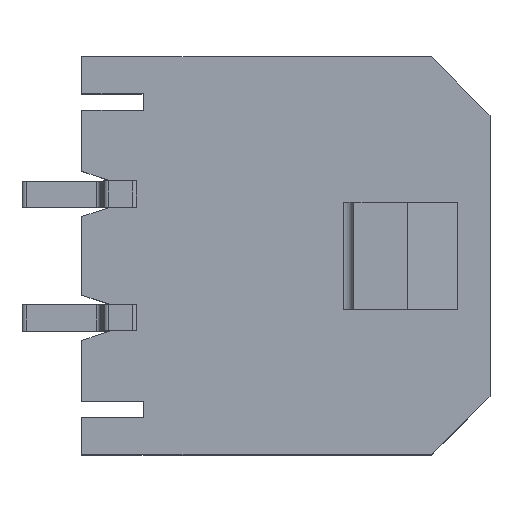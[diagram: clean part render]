
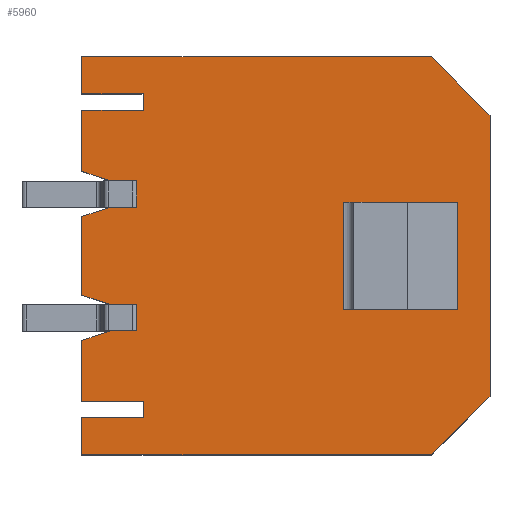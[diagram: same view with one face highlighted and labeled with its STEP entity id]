
A CAD part, top view. The second image highlights one B-rep face of the part: STEP entity #5960.
In plain terms, the highlighted planar face has unit normal (0, 0, 1).
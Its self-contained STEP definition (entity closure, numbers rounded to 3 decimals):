
#134=LINE('',#7919,#673);
#142=LINE('',#7937,#681);
#151=LINE('',#7958,#690);
#154=LINE('',#7967,#693);
#243=LINE('',#8146,#782);
#251=LINE('',#8164,#790);
#260=LINE('',#8185,#799);
#263=LINE('',#8194,#802);
#381=LINE('',#8427,#920);
#385=LINE('',#8438,#924);
#390=LINE('',#8450,#929);
#393=LINE('',#8456,#932);
#396=LINE('',#8462,#935);
#399=LINE('',#8468,#938);
#416=LINE('',#8498,#955);
#433=LINE('',#8531,#972);
#436=LINE('',#8537,#975);
#441=LINE('',#8545,#980);
#444=LINE('',#8551,#983);
#450=LINE('',#8564,#989);
#457=LINE('',#8577,#996);
#462=LINE('',#8586,#1001);
#464=LINE('',#8589,#1003);
#474=LINE('',#8605,#1013);
#477=LINE('',#8610,#1016);
#495=LINE('',#8646,#1034);
#501=LINE('',#8657,#1040);
#519=LINE('',#8681,#1058);
#520=LINE('',#8682,#1059);
#521=LINE('',#8683,#1060);
#673=VECTOR('',#6532,1000.);
#681=VECTOR('',#6544,1000.);
#690=VECTOR('',#6559,1000.);
#693=VECTOR('',#6566,1000.);
#782=VECTOR('',#6697,1000.);
#790=VECTOR('',#6709,1000.);
#799=VECTOR('',#6724,1000.);
#802=VECTOR('',#6731,1000.);
#920=VECTOR('',#6917,1000.);
#924=VECTOR('',#6925,1000.);
#929=VECTOR('',#6934,1000.);
#932=VECTOR('',#6943,1000.);
#935=VECTOR('',#6948,1000.);
#938=VECTOR('',#6953,1000.);
#955=VECTOR('',#6980,1000.);
#972=VECTOR('',#7005,1000.);
#975=VECTOR('',#7010,1000.);
#980=VECTOR('',#7017,1000.);
#983=VECTOR('',#7024,1000.);
#989=VECTOR('',#7032,1000.);
#996=VECTOR('',#7041,1000.);
#1001=VECTOR('',#7048,1000.);
#1003=VECTOR('',#7052,1000.);
#1013=VECTOR('',#7074,1000.);
#1016=VECTOR('',#7081,1000.);
#1034=VECTOR('',#7123,1000.);
#1040=VECTOR('',#7137,1000.);
#1058=VECTOR('',#7167,1000.);
#1059=VECTOR('',#7168,1000.);
#1060=VECTOR('',#7169,1000.);
#2010=ORIENTED_EDGE('',*,*,#2542,.T.);
#2011=ORIENTED_EDGE('',*,*,#2532,.T.);
#2012=ORIENTED_EDGE('',*,*,#2915,.T.);
#2013=ORIENTED_EDGE('',*,*,#2635,.T.);
#2014=ORIENTED_EDGE('',*,*,#2657,.T.);
#2015=ORIENTED_EDGE('',*,*,#2873,.T.);
#2016=ORIENTED_EDGE('',*,*,#2653,.T.);
#2017=ORIENTED_EDGE('',*,*,#2643,.T.);
#2018=ORIENTED_EDGE('',*,*,#2870,.T.);
#2019=ORIENTED_EDGE('',*,*,#2853,.F.);
#2020=ORIENTED_EDGE('',*,*,#2812,.F.);
#2021=ORIENTED_EDGE('',*,*,#2832,.F.);
#2022=ORIENTED_EDGE('',*,*,#2837,.T.);
#2023=ORIENTED_EDGE('',*,*,#2858,.F.);
#2024=ORIENTED_EDGE('',*,*,#2795,.F.);
#2025=ORIENTED_EDGE('',*,*,#2897,.F.);
#2026=ORIENTED_EDGE('',*,*,#2792,.T.);
#2027=ORIENTED_EDGE('',*,*,#2860,.T.);
#2028=ORIENTED_EDGE('',*,*,#2840,.T.);
#2029=ORIENTED_EDGE('',*,*,#2829,.T.);
#2030=ORIENTED_EDGE('',*,*,#2891,.T.);
#2031=ORIENTED_EDGE('',*,*,#2846,.T.);
#2032=ORIENTED_EDGE('',*,*,#2916,.T.);
#2033=ORIENTED_EDGE('',*,*,#2524,.T.);
#2034=ORIENTED_EDGE('',*,*,#2546,.T.);
#2035=ORIENTED_EDGE('',*,*,#2917,.T.);
#2036=ORIENTED_EDGE('',*,*,#2780,.T.);
#2037=ORIENTED_EDGE('',*,*,#2789,.T.);
#2038=ORIENTED_EDGE('',*,*,#2775,.F.);
#2039=ORIENTED_EDGE('',*,*,#2786,.F.);
#2524=EDGE_CURVE('',#3120,#3119,#134,.T.);
#2532=EDGE_CURVE('',#3128,#3127,#142,.T.);
#2542=EDGE_CURVE('',#3137,#3128,#151,.T.);
#2546=EDGE_CURVE('',#3119,#3140,#154,.T.);
#2635=EDGE_CURVE('',#3210,#3209,#243,.T.);
#2643=EDGE_CURVE('',#3218,#3217,#251,.T.);
#2653=EDGE_CURVE('',#3227,#3218,#260,.T.);
#2657=EDGE_CURVE('',#3209,#3230,#263,.T.);
#2775=EDGE_CURVE('',#3312,#3313,#381,.T.);
#2780=EDGE_CURVE('',#3317,#3318,#385,.T.);
#2786=EDGE_CURVE('',#3317,#3312,#390,.T.);
#2789=EDGE_CURVE('',#3318,#3313,#393,.T.);
#2792=EDGE_CURVE('',#3322,#3323,#396,.T.);
#2795=EDGE_CURVE('',#3325,#3324,#399,.T.);
#2812=EDGE_CURVE('',#3333,#3334,#416,.T.);
#2829=EDGE_CURVE('',#3346,#3345,#433,.T.);
#2832=EDGE_CURVE('',#3347,#3333,#436,.T.);
#2837=EDGE_CURVE('',#3347,#3349,#441,.T.);
#2840=EDGE_CURVE('',#3350,#3346,#444,.T.);
#2846=EDGE_CURVE('',#3357,#3356,#450,.T.);
#2853=EDGE_CURVE('',#3334,#3362,#457,.T.);
#2858=EDGE_CURVE('',#3324,#3349,#462,.T.);
#2860=EDGE_CURVE('',#3323,#3350,#464,.T.);
#2870=EDGE_CURVE('',#3217,#3362,#474,.T.);
#2873=EDGE_CURVE('',#3230,#3227,#477,.T.);
#2891=EDGE_CURVE('',#3345,#3357,#495,.T.);
#2897=EDGE_CURVE('',#3322,#3325,#501,.T.);
#2915=EDGE_CURVE('',#3127,#3210,#519,.T.);
#2916=EDGE_CURVE('',#3356,#3120,#520,.T.);
#2917=EDGE_CURVE('',#3140,#3137,#521,.T.);
#3119=VERTEX_POINT('',#7918);
#3120=VERTEX_POINT('',#7920);
#3127=VERTEX_POINT('',#7936);
#3128=VERTEX_POINT('',#7938);
#3137=VERTEX_POINT('',#7959);
#3140=VERTEX_POINT('',#7966);
#3209=VERTEX_POINT('',#8145);
#3210=VERTEX_POINT('',#8147);
#3217=VERTEX_POINT('',#8163);
#3218=VERTEX_POINT('',#8165);
#3227=VERTEX_POINT('',#8186);
#3230=VERTEX_POINT('',#8193);
#3312=VERTEX_POINT('',#8428);
#3313=VERTEX_POINT('',#8429);
#3317=VERTEX_POINT('',#8439);
#3318=VERTEX_POINT('',#8440);
#3322=VERTEX_POINT('',#8459);
#3323=VERTEX_POINT('',#8461);
#3324=VERTEX_POINT('',#8465);
#3325=VERTEX_POINT('',#8467);
#3333=VERTEX_POINT('',#8497);
#3334=VERTEX_POINT('',#8499);
#3345=VERTEX_POINT('',#8530);
#3346=VERTEX_POINT('',#8532);
#3347=VERTEX_POINT('',#8536);
#3349=VERTEX_POINT('',#8544);
#3350=VERTEX_POINT('',#8550);
#3356=VERTEX_POINT('',#8563);
#3357=VERTEX_POINT('',#8565);
#3362=VERTEX_POINT('',#8578);
#3674=EDGE_LOOP('',(#2010,#2011,#2012,#2013,#2014,#2015,#2016,#2017,#2018,
#2019,#2020,#2021,#2022,#2023,#2024,#2025,#2026,#2027,#2028,#2029,#2030,
#2031,#2032,#2033,#2034,#2035));
#3675=EDGE_LOOP('',(#2036,#2037,#2038,#2039));
#3913=FACE_BOUND('',#3674,.T.);
#3914=FACE_BOUND('',#3675,.T.);
#4120=PLANE('',#6239);
#5960=ADVANCED_FACE('',(#3913,#3914),#4120,.T.);
#6239=AXIS2_PLACEMENT_3D('',#8680,#7165,#7166);
#6532=DIRECTION('',(-0.312,-0.95,0.));
#6544=DIRECTION('',(-0.312,0.95,0.));
#6559=DIRECTION('',(0.,1.,0.));
#6566=DIRECTION('',(0.,-1.,0.));
#6697=DIRECTION('',(-0.312,-0.95,0.));
#6709=DIRECTION('',(-0.312,0.95,0.));
#6724=DIRECTION('',(0.,1.,0.));
#6731=DIRECTION('',(0.,-1.,0.));
#6917=DIRECTION('',(0.,-1.,0.));
#6925=DIRECTION('',(0.,-1.,0.));
#6934=DIRECTION('',(-1.,0.,0.));
#6943=DIRECTION('',(-1.,0.,0.));
#6948=DIRECTION('',(0.707,0.707,0.));
#6953=DIRECTION('',(-0.707,0.707,0.));
#6980=DIRECTION('',(1.,0.,0.));
#7005=DIRECTION('',(0.,-1.,0.));
#7010=DIRECTION('',(0.,-1.,0.));
#7017=DIRECTION('',(-1.,0.,0.));
#7024=DIRECTION('',(-1.,0.,0.));
#7032=DIRECTION('',(0.,1.,0.));
#7041=DIRECTION('',(0.,1.,0.));
#7048=DIRECTION('',(0.,1.,0.));
#7052=DIRECTION('',(0.,1.,0.));
#7074=DIRECTION('',(-1.,0.,0.));
#7081=DIRECTION('',(-1.,0.,0.));
#7123=DIRECTION('',(-1.,0.,0.));
#7137=DIRECTION('',(-1.,0.,0.));
#7165=DIRECTION('',(0.,0.,1.));
#7166=DIRECTION('',(0.,-1.,0.));
#7167=DIRECTION('',(-1.,0.,0.));
#7168=DIRECTION('',(-1.,0.,0.));
#7169=DIRECTION('',(-1.,0.,0.));
#7918=CARTESIAN_POINT('',(1.82,4.25,2.185));
#7919=CARTESIAN_POINT('',(1.82,4.25,2.185));
#7920=CARTESIAN_POINT('',(2.05,4.95,2.185));
#7936=CARTESIAN_POINT('',(0.95,4.95,2.185));
#7937=CARTESIAN_POINT('',(1.18,4.25,2.185));
#7938=CARTESIAN_POINT('',(1.18,4.25,2.185));
#7958=CARTESIAN_POINT('',(1.18,3.61,2.185));
#7959=CARTESIAN_POINT('',(1.18,3.61,2.185));
#7966=CARTESIAN_POINT('',(1.82,3.61,2.185));
#7967=CARTESIAN_POINT('',(1.82,4.25,2.185));
#8145=CARTESIAN_POINT('',(-1.18,4.25,2.185));
#8146=CARTESIAN_POINT('',(-1.18,4.25,2.185));
#8147=CARTESIAN_POINT('',(-0.95,4.95,2.185));
#8163=CARTESIAN_POINT('',(-2.05,4.95,2.185));
#8164=CARTESIAN_POINT('',(-1.82,4.25,2.185));
#8165=CARTESIAN_POINT('',(-1.82,4.25,2.185));
#8185=CARTESIAN_POINT('',(-1.82,3.61,2.185));
#8186=CARTESIAN_POINT('',(-1.82,3.61,2.185));
#8193=CARTESIAN_POINT('',(-1.18,3.61,2.185));
#8194=CARTESIAN_POINT('',(-1.18,4.25,2.185));
#8427=CARTESIAN_POINT('',(-1.3,-4.15,2.185));
#8428=CARTESIAN_POINT('',(-1.3,-1.4,2.185));
#8429=CARTESIAN_POINT('',(-1.3,-4.15,2.185));
#8438=CARTESIAN_POINT('',(1.3,-4.15,2.185));
#8439=CARTESIAN_POINT('',(1.3,-1.4,2.185));
#8440=CARTESIAN_POINT('',(1.3,-4.15,2.185));
#8450=CARTESIAN_POINT('',(1.3,-1.4,2.185));
#8456=CARTESIAN_POINT('',(1.3,-4.15,2.185));
#8459=CARTESIAN_POINT('',(3.411,-4.95,2.185));
#8461=CARTESIAN_POINT('',(4.825,-3.536,2.185));
#8462=CARTESIAN_POINT('',(3.411,-4.95,2.185));
#8465=CARTESIAN_POINT('',(-4.825,-3.536,2.185));
#8467=CARTESIAN_POINT('',(-3.411,-4.95,2.185));
#8468=CARTESIAN_POINT('',(-3.411,-4.95,2.185));
#8497=CARTESIAN_POINT('',(-3.925,3.45,2.185));
#8498=CARTESIAN_POINT('',(-3.925,3.45,2.185));
#8499=CARTESIAN_POINT('',(-3.525,3.45,2.185));
#8530=CARTESIAN_POINT('',(3.925,3.45,2.185));
#8531=CARTESIAN_POINT('',(3.925,4.95,2.185));
#8532=CARTESIAN_POINT('',(3.925,4.95,2.185));
#8536=CARTESIAN_POINT('',(-3.925,4.95,2.185));
#8537=CARTESIAN_POINT('',(-3.925,4.95,2.185));
#8544=CARTESIAN_POINT('',(-4.825,4.95,2.185));
#8545=CARTESIAN_POINT('',(4.825,4.95,2.185));
#8550=CARTESIAN_POINT('',(4.825,4.95,2.185));
#8551=CARTESIAN_POINT('',(4.825,4.95,2.185));
#8563=CARTESIAN_POINT('',(3.525,4.95,2.185));
#8564=CARTESIAN_POINT('',(3.525,3.45,2.185));
#8565=CARTESIAN_POINT('',(3.525,3.45,2.185));
#8577=CARTESIAN_POINT('',(-3.525,3.45,2.185));
#8578=CARTESIAN_POINT('',(-3.525,4.95,2.185));
#8586=CARTESIAN_POINT('',(-4.825,-4.95,2.185));
#8589=CARTESIAN_POINT('',(4.825,-4.95,2.185));
#8605=CARTESIAN_POINT('',(4.825,4.95,2.185));
#8610=CARTESIAN_POINT('',(-1.18,3.61,2.185));
#8646=CARTESIAN_POINT('',(3.925,3.45,2.185));
#8657=CARTESIAN_POINT('',(4.825,-4.95,2.185));
#8680=CARTESIAN_POINT('',(4.825,-4.95,2.185));
#8681=CARTESIAN_POINT('',(4.825,4.95,2.185));
#8682=CARTESIAN_POINT('',(4.825,4.95,2.185));
#8683=CARTESIAN_POINT('',(1.82,3.61,2.185));
